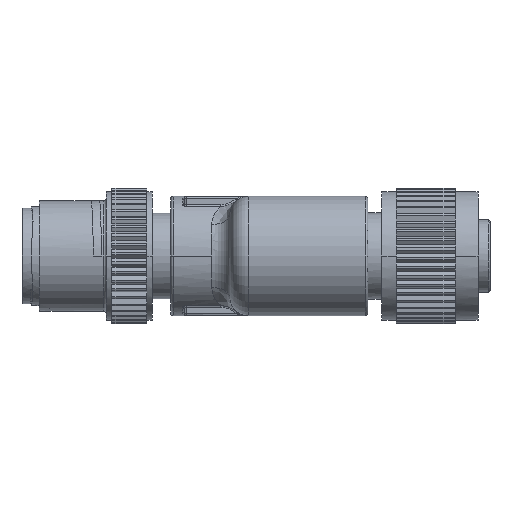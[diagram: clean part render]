
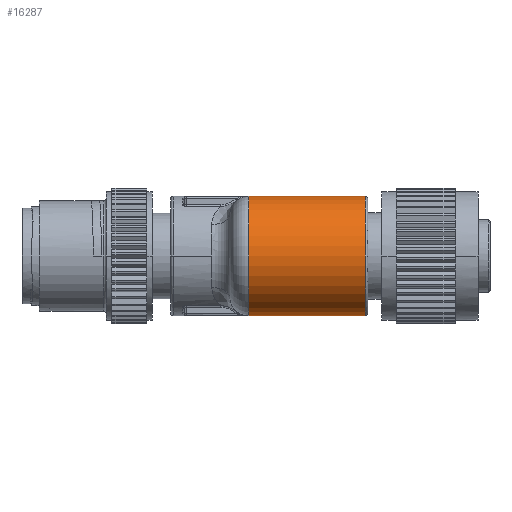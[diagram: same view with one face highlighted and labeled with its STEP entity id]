
A CAD part, front view. The second image highlights one B-rep face of the part: STEP entity #16287.
In plain terms, the highlighted cylindrical face has radius 6.5 mm (diameter 13 mm), a partial arc.
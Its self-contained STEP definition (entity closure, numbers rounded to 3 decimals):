
#4288=CARTESIAN_POINT('',(8.98,-9.,6.5));
#4393=DIRECTION('',(-1.,0.,0.));
#4394=VECTOR('',#4393,1.4);
#4395=CARTESIAN_POINT('',(10.38,-9.,6.5));
#4396=LINE('',#4395,#4394);
#4397=DIRECTION('',(-1.,0.,0.));
#4398=VECTOR('',#4397,11.3);
#4399=CARTESIAN_POINT('',(8.98,-9.,
-6.5));
#4400=LINE('',#4399,#4398);
#4401=CARTESIAN_POINT('',(-2.32,-9.,0.));
#4402=DIRECTION('',(-1.,0.,0.));
#4403=DIRECTION('',(0.,0.,-1.));
#4404=AXIS2_PLACEMENT_3D('',#4401,#4402,#4403);
#4406=DIRECTION('',(1.,0.,0.));
#4407=VECTOR('',#4406,11.3);
#4408=CARTESIAN_POINT('',(-2.32,-9.,6.5));
#4409=LINE('',#4408,#4407);
#4410=CARTESIAN_POINT('',(10.38,-9.,0.));
#4411=DIRECTION('',(1.,0.,0.));
#4412=DIRECTION('',(0.,0.,1.));
#4413=AXIS2_PLACEMENT_3D('',#4410,#4411,#4412);
#4415=DIRECTION('',(-1.,0.,0.));
#4416=VECTOR('',#4415,1.4);
#4417=CARTESIAN_POINT('',(10.38,-9.,-6.5));
#4418=LINE('',#4417,#4416);
#7747=VERTEX_POINT('',#4288);
#7749=CARTESIAN_POINT('',(-2.32,-9.,6.5));
#7750=VERTEX_POINT('',#7749);
#7815=CARTESIAN_POINT('',(-2.32,-9.,-6.5));
#7816=VERTEX_POINT('',#7815);
#7817=CARTESIAN_POINT('',(8.98,-9.,
-6.5));
#7818=VERTEX_POINT('',#7817);
#7879=CARTESIAN_POINT('',(10.38,-9.,-6.5));
#7880=VERTEX_POINT('',#7879);
#7881=CARTESIAN_POINT('',(10.38,-9.,6.5));
#7882=VERTEX_POINT('',#7881);
#16272=CARTESIAN_POINT('',(-4.32,-9.,0.));
#16273=DIRECTION('',(1.,0.,0.));
#16274=DIRECTION('',(0.,1.,0.));
#16275=AXIS2_PLACEMENT_3D('',#16272,#16273,#16274);
#16276=CYLINDRICAL_SURFACE('',#16275,6.5);
#16277=ORIENTED_EDGE('',*,*,#14455,.T.);
#16279=ORIENTED_EDGE('',*,*,#16278,.T.);
#16280=ORIENTED_EDGE('',*,*,#15893,.T.);
#16281=ORIENTED_EDGE('',*,*,#16260,.F.);
#16283=ORIENTED_EDGE('',*,*,#16282,.T.);
#16284=ORIENTED_EDGE('',*,*,#16256,.T.);
#16285=EDGE_LOOP('',(#16277,#16279,#16280,#16281,#16283,#16284));
#16286=FACE_OUTER_BOUND('',#16285,.F.);
#16287=ADVANCED_FACE('',(#16286),#16276,.T.);
#4405=CIRCLE('',#4404,6.5);
#4414=CIRCLE('',#4413,6.5);
#14455=EDGE_CURVE('',#7818,#7816,#4400,.T.);
#15893=EDGE_CURVE('',#7750,#7747,#4409,.T.);
#16256=EDGE_CURVE('',#7880,#7818,#4418,.T.);
#16260=EDGE_CURVE('',#7882,#7747,#4396,.T.);
#16278=EDGE_CURVE('',#7816,#7750,#4405,.T.);
#16282=EDGE_CURVE('',#7882,#7880,#4414,.T.);
